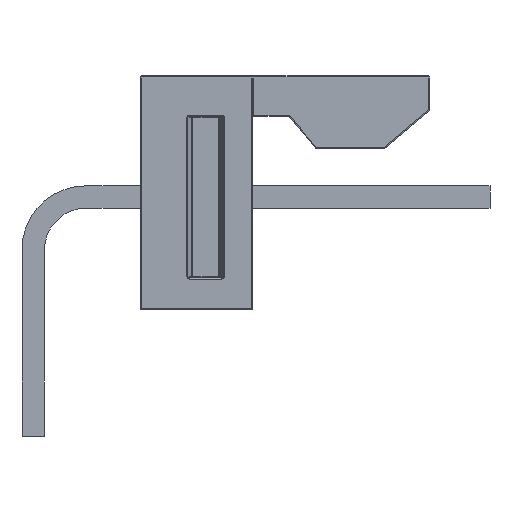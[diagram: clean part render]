
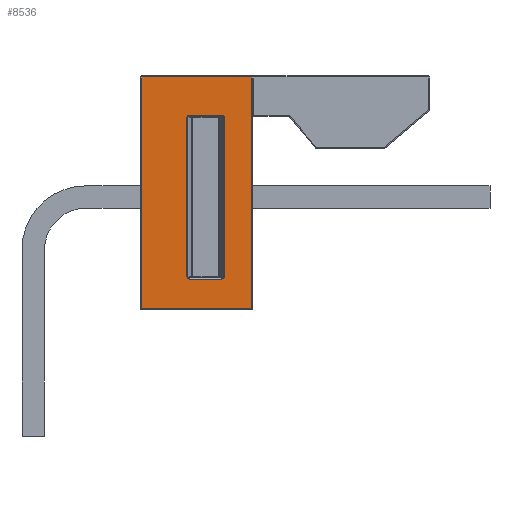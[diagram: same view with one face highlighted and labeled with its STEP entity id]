
A CAD part, left-side view. The second image highlights one B-rep face of the part: STEP entity #8536.
In plain terms, the highlighted planar face has unit normal (-1, 0, 0).
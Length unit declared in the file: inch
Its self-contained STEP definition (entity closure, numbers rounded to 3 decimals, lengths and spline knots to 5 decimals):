
#255=FACE_BOUND('',#1615,.T.);
#276=ELLIPSE('',#9224,0.00264,0.00236);
#278=ELLIPSE('',#9237,0.00264,0.00236);
#280=ELLIPSE('',#9243,0.00264,0.00236);
#283=ELLIPSE('',#9253,0.00264,0.00236);
#1075=FACE_OUTER_BOUND('',#1614,.T.);
#1614=EDGE_LOOP('',(#6060,#6061,#6062,#6063));
#1615=EDGE_LOOP('',(#6064,#6065,#6066,#6067,#6068,#6069,#6070,#6071));
#2195=LINE('',#12799,#2939);
#2198=LINE('',#12877,#2942);
#2201=LINE('',#12881,#2945);
#2210=LINE('',#12895,#2954);
#2216=LINE('',#12909,#2960);
#2217=LINE('',#12911,#2961);
#2218=LINE('',#12913,#2962);
#2219=LINE('',#12914,#2963);
#2939=VECTOR('',#10310,0.3937);
#2942=VECTOR('',#10341,0.3937);
#2945=VECTOR('',#10346,0.3937);
#2954=VECTOR('',#10365,0.3937);
#2960=VECTOR('',#10383,0.3937);
#2961=VECTOR('',#10384,0.3937);
#2962=VECTOR('',#10385,0.3937);
#2963=VECTOR('',#10386,0.3937);
#3663=VERTEX_POINT('',#12739);
#3664=VERTEX_POINT('',#12740);
#3673=VERTEX_POINT('',#12789);
#3674=VERTEX_POINT('',#12790);
#3677=VERTEX_POINT('',#12828);
#3678=VERTEX_POINT('',#12829);
#3686=VERTEX_POINT('',#12871);
#3687=VERTEX_POINT('',#12873);
#3688=VERTEX_POINT('',#12907);
#3689=VERTEX_POINT('',#12908);
#3690=VERTEX_POINT('',#12910);
#3691=VERTEX_POINT('',#12912);
#4517=EDGE_CURVE('',#3663,#3664,#276,.T.);
#4529=EDGE_CURVE('',#3673,#3674,#278,.T.);
#4534=EDGE_CURVE('',#3674,#3663,#2195,.T.);
#4537=EDGE_CURVE('',#3677,#3678,#280,.T.);
#4546=EDGE_CURVE('',#3686,#3687,#283,.T.);
#4548=EDGE_CURVE('',#3678,#3686,#2198,.T.);
#4551=EDGE_CURVE('',#3687,#3673,#2201,.T.);
#4560=EDGE_CURVE('',#3664,#3677,#2210,.T.);
#4566=EDGE_CURVE('',#3688,#3689,#2216,.T.);
#4567=EDGE_CURVE('',#3690,#3688,#2217,.T.);
#4568=EDGE_CURVE('',#3691,#3690,#2218,.T.);
#4569=EDGE_CURVE('',#3689,#3691,#2219,.T.);
#6060=ORIENTED_EDGE('',*,*,#4566,.F.);
#6061=ORIENTED_EDGE('',*,*,#4567,.F.);
#6062=ORIENTED_EDGE('',*,*,#4568,.F.);
#6063=ORIENTED_EDGE('',*,*,#4569,.F.);
#6064=ORIENTED_EDGE('',*,*,#4546,.F.);
#6065=ORIENTED_EDGE('',*,*,#4548,.F.);
#6066=ORIENTED_EDGE('',*,*,#4537,.F.);
#6067=ORIENTED_EDGE('',*,*,#4560,.F.);
#6068=ORIENTED_EDGE('',*,*,#4517,.F.);
#6069=ORIENTED_EDGE('',*,*,#4534,.F.);
#6070=ORIENTED_EDGE('',*,*,#4529,.F.);
#6071=ORIENTED_EDGE('',*,*,#4551,.F.);
#8295=PLANE('',#9267);
#8536=ADVANCED_FACE('',(#1075,#255),#8295,.F.);
#9224=AXIS2_PLACEMENT_3D('',#12741,#10271,#10272);
#9237=AXIS2_PLACEMENT_3D('',#12791,#10299,#10300);
#9243=AXIS2_PLACEMENT_3D('',#12830,#10315,#10316);
#9253=AXIS2_PLACEMENT_3D('',#12874,#10335,#10336);
#9267=AXIS2_PLACEMENT_3D('',#12906,#10381,#10382);
#10271=DIRECTION('center_axis',(-1.,0.,0.));
#10272=DIRECTION('ref_axis',(0.,1.,0.));
#10299=DIRECTION('center_axis',(-1.,0.,0.));
#10300=DIRECTION('ref_axis',(0.,-1.,0.));
#10310=DIRECTION('',(0.,1.,0.));
#10315=DIRECTION('center_axis',(-1.,0.,0.));
#10316=DIRECTION('ref_axis',(0.,1.,0.));
#10335=DIRECTION('center_axis',(-1.,0.,0.));
#10336=DIRECTION('ref_axis',(0.,-1.,0.));
#10341=DIRECTION('',(0.,-1.,0.));
#10346=DIRECTION('',(0.,0.,1.));
#10365=DIRECTION('',(0.,0.,-1.));
#10381=DIRECTION('center_axis',(1.,0.,0.));
#10382=DIRECTION('ref_axis',(0.,0.,-1.));
#10383=DIRECTION('',(0.,-1.,0.));
#10384=DIRECTION('',(0.,0.,1.));
#10385=DIRECTION('',(0.,1.,0.));
#10386=DIRECTION('',(0.,0.,-1.));
#12739=CARTESIAN_POINT('',(-0.147,0.02809,0.09118));
#12740=CARTESIAN_POINT('',(-0.147,0.03073,0.08882));
#12741=CARTESIAN_POINT('Origin',(-0.147,0.02809,0.08882));
#12789=CARTESIAN_POINT('',(-0.147,-0.01073,0.08882));
#12790=CARTESIAN_POINT('',(-0.147,-0.00809,0.09118));
#12791=CARTESIAN_POINT('Origin',(-0.147,-0.00809,0.08882));
#12799=CARTESIAN_POINT('',(-0.147,0.,0.09118));
#12828=CARTESIAN_POINT('',(-0.147,0.03073,-0.08882));
#12829=CARTESIAN_POINT('',(-0.147,0.02809,-0.09118));
#12830=CARTESIAN_POINT('Origin',(-0.147,0.02809,-0.08882));
#12871=CARTESIAN_POINT('',(-0.147,-0.00809,-0.09118));
#12873=CARTESIAN_POINT('',(-0.147,-0.01073,-0.08882));
#12874=CARTESIAN_POINT('Origin',(-0.147,-0.00809,-0.08882));
#12877=CARTESIAN_POINT('',(-0.147,0.,-0.09118));
#12881=CARTESIAN_POINT('',(-0.147,-0.01073,-0.045));
#12895=CARTESIAN_POINT('',(-0.147,0.03073,-0.045));
#12906=CARTESIAN_POINT('Origin',(-0.147,0.,0.));
#12907=CARTESIAN_POINT('',(-0.147,0.06132,0.12382));
#12908=CARTESIAN_POINT('',(-0.147,-0.06132,0.12382));
#12909=CARTESIAN_POINT('',(-0.147,0.03125,0.12382));
#12910=CARTESIAN_POINT('',(-0.147,0.06132,-0.13366));
#12911=CARTESIAN_POINT('',(-0.147,0.06132,-0.0625));
#12912=CARTESIAN_POINT('',(-0.147,-0.06132,-0.13366));
#12913=CARTESIAN_POINT('',(-0.147,-0.03125,-0.13366));
#12914=CARTESIAN_POINT('',(-0.147,-0.06132,0.0625));
